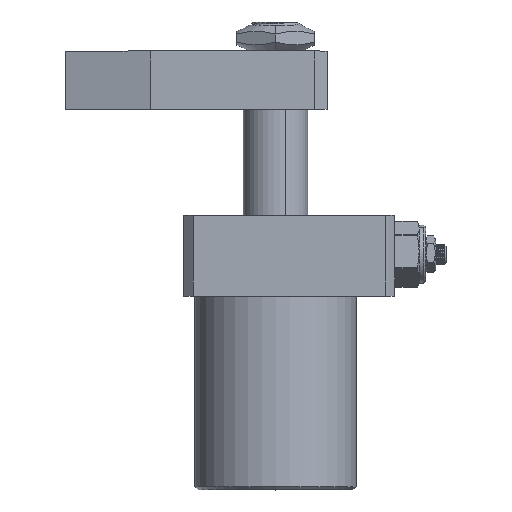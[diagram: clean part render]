
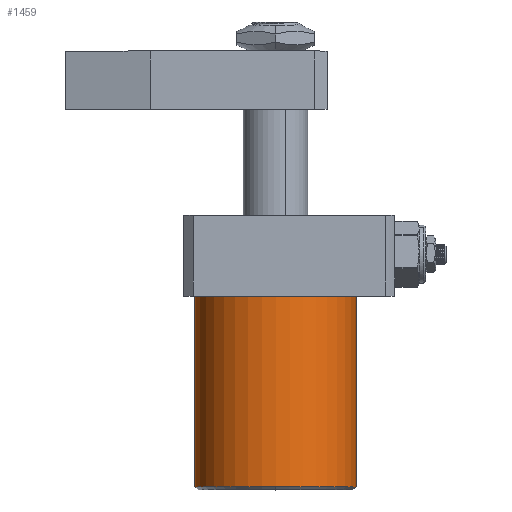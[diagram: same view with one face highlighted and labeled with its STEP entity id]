
A CAD part, top view. The second image highlights one B-rep face of the part: STEP entity #1459.
In plain terms, the highlighted cylindrical face has radius 25 mm (diameter 50 mm), a partial arc.
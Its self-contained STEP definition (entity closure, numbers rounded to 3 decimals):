
#1459 = ADVANCED_FACE ( 'NONE', ( #36482 ), #34690, .T. ) ;
#1787 = CIRCLE ( 'NONE', #2288, 25. ) ;
#1907 = DIRECTION ( 'NONE',  ( 0., 1., 0. ) ) ;
#2054 = LINE ( 'NONE', #25175, #30201 ) ;
#2288 = AXIS2_PLACEMENT_3D ( 'NONE', #13279, #33568, #16168 ) ;
#2359 = ORIENTED_EDGE ( 'NONE', *, *, #36691, .T. ) ;
#3017 = DIRECTION ( 'NONE',  ( 0., -1., 0. ) ) ;
#3806 = VERTEX_POINT ( 'NONE', #23875 ) ;
#4972 = CARTESIAN_POINT ( 'NONE',  ( 0., -59., 0. ) ) ;
#5827 = VECTOR ( 'NONE', #1907, 1000. ) ;
#6452 = ORIENTED_EDGE ( 'NONE', *, *, #14979, .T. ) ;
#6888 = VERTEX_POINT ( 'NONE', #29630 ) ;
#7771 = DIRECTION ( 'NONE',  ( 0., 1., 0. ) ) ;
#7869 = DIRECTION ( 'NONE',  ( -1., 0., 0. ) ) ;
#8055 = VERTEX_POINT ( 'NONE', #30168 ) ;
#8338 = EDGE_CURVE ( 'NONE', #6888, #13447, #21093, .T. ) ;
#13279 = CARTESIAN_POINT ( 'NONE',  ( 0., -59., 0. ) ) ;
#13447 = VERTEX_POINT ( 'NONE', #24833 ) ;
#13849 = DIRECTION ( 'NONE',  ( 0., 1., 0. ) ) ;
#14979 = EDGE_CURVE ( 'NONE', #8055, #6888, #36689, .T. ) ;
#15027 = EDGE_CURVE ( 'NONE', #35528, #3806, #35805, .T. ) ;
#16168 = DIRECTION ( 'NONE',  ( -1., 0., 0. ) ) ;
#18799 = AXIS2_PLACEMENT_3D ( 'NONE', #34164, #13849, #28312 ) ;
#19139 = CARTESIAN_POINT ( 'NONE',  ( 25., -59., 0. ) ) ;
#19473 = EDGE_CURVE ( 'NONE', #35528, #13447, #2054, .T. ) ;
#20392 = CARTESIAN_POINT ( 'NONE',  ( 0., 0., 0. ) ) ;
#21093 = CIRCLE ( 'NONE', #28098, 25. ) ;
#21153 = ORIENTED_EDGE ( 'NONE', *, *, #15027, .T. ) ;
#21916 = AXIS2_PLACEMENT_3D ( 'NONE', #4972, #25276, #7869 ) ;
#23035 = EDGE_LOOP ( 'NONE', ( #2359, #6452, #28921, #31170, #21153 ) ) ;
#23322 = DIRECTION ( 'NONE',  ( -1., 0., 0. ) ) ;
#23875 = CARTESIAN_POINT ( 'NONE',  ( 0., -59., 25. ) ) ;
#24833 = CARTESIAN_POINT ( 'NONE',  ( -25., 0., 0. ) ) ;
#25175 = CARTESIAN_POINT ( 'NONE',  ( -25., -59., 0. ) ) ;
#25276 = DIRECTION ( 'NONE',  ( 0., 1., 0. ) ) ;
#27296 = CARTESIAN_POINT ( 'NONE',  ( -25., -59., 0. ) ) ;
#28098 = AXIS2_PLACEMENT_3D ( 'NONE', #20392, #3017, #23322 ) ;
#28312 = DIRECTION ( 'NONE',  ( -1., 0., 0. ) ) ;
#28921 = ORIENTED_EDGE ( 'NONE', *, *, #8338, .T. ) ;
#29630 = CARTESIAN_POINT ( 'NONE',  ( 25., 0., 0. ) ) ;
#30168 = CARTESIAN_POINT ( 'NONE',  ( 25., -59., 0. ) ) ;
#30201 = VECTOR ( 'NONE', #7771, 1000. ) ;
#31170 = ORIENTED_EDGE ( 'NONE', *, *, #19473, .F. ) ;
#33568 = DIRECTION ( 'NONE',  ( 0., 1., 0. ) ) ;
#34164 = CARTESIAN_POINT ( 'NONE',  ( 0., -59., 0. ) ) ;
#34690 = CYLINDRICAL_SURFACE ( 'NONE', #18799, 25. ) ;
#35528 = VERTEX_POINT ( 'NONE', #27296 ) ;
#35805 = CIRCLE ( 'NONE', #21916, 25. ) ;
#36482 = FACE_OUTER_BOUND ( 'NONE', #23035, .T. ) ;
#36689 = LINE ( 'NONE', #19139, #5827 ) ;
#36691 = EDGE_CURVE ( 'NONE', #3806, #8055, #1787, .T. ) ;
